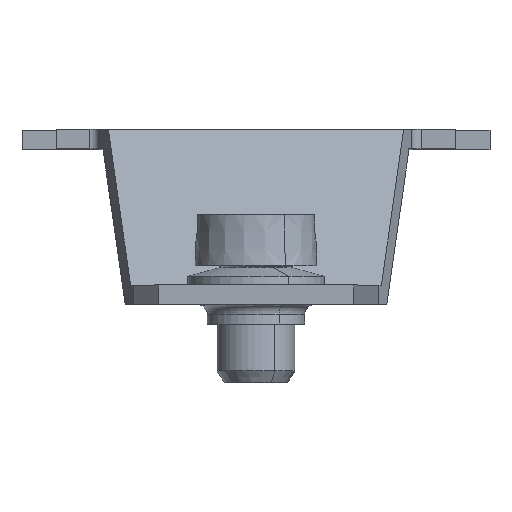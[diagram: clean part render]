
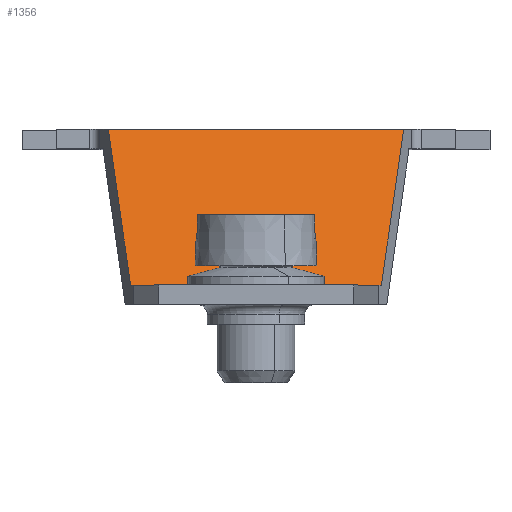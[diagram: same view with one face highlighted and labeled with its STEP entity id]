
A CAD part, top view. The second image highlights one B-rep face of the part: STEP entity #1356.
In plain terms, the highlighted planar face has unit normal (0, 0.342, 0.94).
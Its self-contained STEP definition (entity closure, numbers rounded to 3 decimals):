
#1336=AXIS2_PLACEMENT_3D('Plane Axis2P3D',#1333,#1334,#1335) ;
#211=CARTESIAN_POINT('Vertex',(5.57,5.,35.412)) ;
#241=CARTESIAN_POINT('Vertex',(18.43,5.,35.412)) ;
#244=CARTESIAN_POINT('Line Origine',(12.,5.,35.412)) ;
#1314=CARTESIAN_POINT('Vertex',(19.575,13.,32.5)) ;
#1317=CARTESIAN_POINT('Line Origine',(19.002,9.,33.956)) ;
#1333=CARTESIAN_POINT('Axis2P3D Location',(0.,13.,32.5)) ;
#1338=CARTESIAN_POINT('Line Origine',(4.998,9.,33.956)) ;
#1342=CARTESIAN_POINT('Vertex',(4.425,13.,32.5)) ;
#1345=CARTESIAN_POINT('Line Origine',(12.,13.,32.5)) ;
#245=DIRECTION('Vector Direction',(1.,0.,0.)) ;
#1318=DIRECTION('Vector Direction',(-0.133,-0.931,0.339)) ;
#1334=DIRECTION('Axis2P3D Direction',(-0.,0.342,0.94)) ;
#1335=DIRECTION('Axis2P3D XDirection',(0.,-0.94,0.342)) ;
#1339=DIRECTION('Vector Direction',(0.133,-0.931,0.339)) ;
#1346=DIRECTION('Vector Direction',(1.,0.,0.)) ;
#246=VECTOR('Line Direction',#245,1.) ;
#1319=VECTOR('Line Direction',#1318,1.) ;
#1340=VECTOR('Line Direction',#1339,1.) ;
#1347=VECTOR('Line Direction',#1346,1.) ;
#1351=ORIENTED_EDGE('',*,*,#1344,.T.) ;
#1352=ORIENTED_EDGE('',*,*,#248,.T.) ;
#1353=ORIENTED_EDGE('',*,*,#1321,.F.) ;
#1354=ORIENTED_EDGE('',*,*,#1349,.F.) ;
#1356=ADVANCED_FACE('WZAD-120',(#1355),#1337,.T.) ;
#248=EDGE_CURVE('',#212,#242,#247,.T.) ;
#1321=EDGE_CURVE('',#1315,#242,#1320,.T.) ;
#1344=EDGE_CURVE('',#1343,#212,#1341,.T.) ;
#1349=EDGE_CURVE('',#1343,#1315,#1348,.T.) ;
#1350=EDGE_LOOP('',(#1351,#1352,#1353,#1354)) ;
#1355=FACE_OUTER_BOUND('',#1350,.T.) ;
#247=LINE('Line',#244,#246) ;
#1320=LINE('Line',#1317,#1319) ;
#1341=LINE('Line',#1338,#1340) ;
#1348=LINE('Line',#1345,#1347) ;
#1337=PLANE('',#1336) ;
#212=VERTEX_POINT('',#211) ;
#242=VERTEX_POINT('',#241) ;
#1315=VERTEX_POINT('',#1314) ;
#1343=VERTEX_POINT('',#1342) ;
